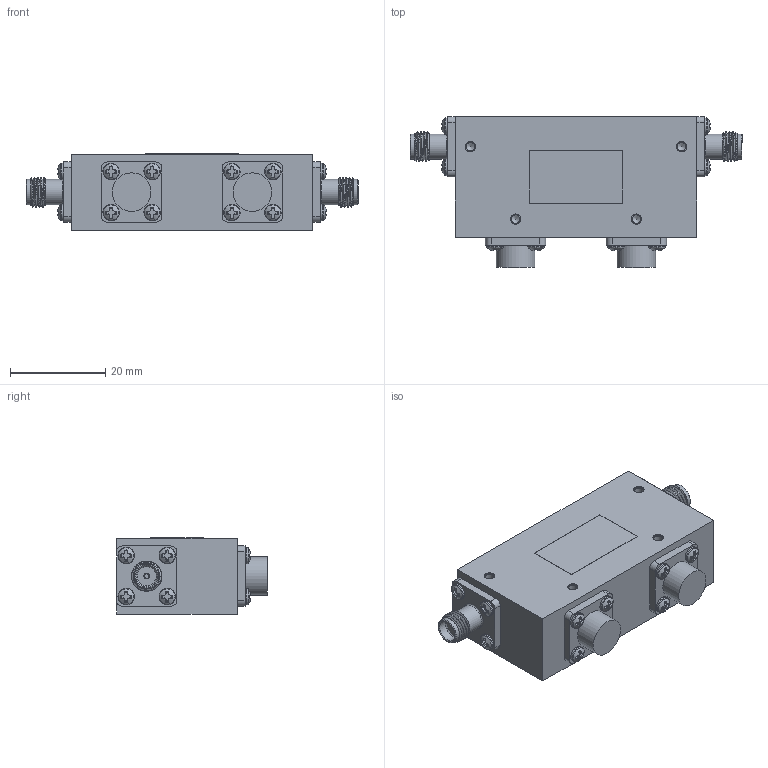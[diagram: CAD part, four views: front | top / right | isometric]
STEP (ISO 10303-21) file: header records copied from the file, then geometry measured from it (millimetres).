
FILE_DESCRIPTION (( 'STEP AP203' ), '1' );
FILE_NAME ('PE83IR1019 ¦ FMIR1019.step', '2020-03-03T17:02:47', ( '' ), ( '' ), 'SwSTEP 2.0', 'SolidWorks 2018', '' );
FILE_SCHEMA (( 'CONFIG_CONTROL_DESIGN' ));
Length unit declared in the file: inch
Products named in the file (1): PE83IR1019 ｦ FMIR1019
Bounding box: 69.85 x 31.75 x 16.05 mm (x, y, z)
Volume: 22452 mm3; surface area: 7017 mm2
Topology: 1 solids, 17 shells, 627 faces, 1590 edges, 1056 vertices
Faces by surface type: plane 359, cylinder 96, bspline 86, cone 84, torus 2
Full cylindrical faces by diameter (mm): 0.914 x2, 1.016 x2, 1.168 x2, 1.778 x8, 2.184 x8, 2.578 x16, 3.454 x16, 4.521 x2, 5.334 x4, 8.128 x2
Entity records: 41577 total; most frequent: CARTESIAN_POINT 28220, ORIENTED_EDGE 2920, DIRECTION 2258, EDGE_CURVE 1460, VERTEX_POINT 1022, AXIS2_PLACEMENT_3D 860, EDGE_LOOP 814, FACE_OUTER_BOUND 707
